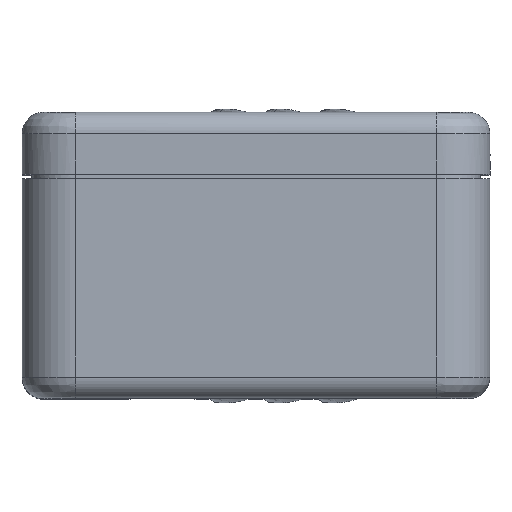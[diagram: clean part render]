
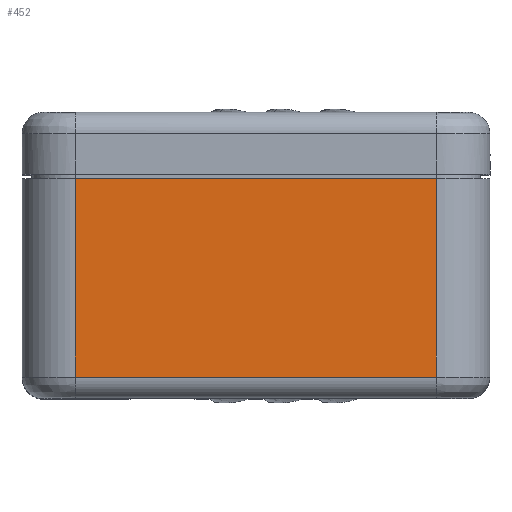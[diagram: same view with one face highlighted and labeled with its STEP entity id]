
A CAD part, top view. The second image highlights one B-rep face of the part: STEP entity #452.
In plain terms, the highlighted face is planar.
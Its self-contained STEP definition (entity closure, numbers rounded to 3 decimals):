
#452=ADVANCED_FACE($,(#1004),#7517,.T.);
#1004=FACE_OUTER_BOUND($,#1585,.T.);
#1585=EDGE_LOOP($,(#3801,#3802,#3803,#3804));
#3801=ORIENTED_EDGE($,*,*,#5764,.F.);
#3802=ORIENTED_EDGE($,*,*,#5059,.F.);
#3803=ORIENTED_EDGE($,*,*,#5765,.F.);
#3804=ORIENTED_EDGE($,*,*,#5763,.F.);
#5059=EDGE_CURVE($,#6377,#6378,#8247,.T.);
#5763=EDGE_CURVE($,#6856,#6857,#8833,.T.);
#5764=EDGE_CURVE($,#6378,#6856,#8834,.T.);
#5765=EDGE_CURVE($,#6857,#6377,#8835,.T.);
#6377=VERTEX_POINT($,#24251);
#6378=VERTEX_POINT($,#24252);
#6856=VERTEX_POINT($,#24730);
#6857=VERTEX_POINT($,#24731);
#7517=PLANE($,#9344);
#8247=B_SPLINE_CURVE_WITH_KNOTS($,1,(#11752,#11753),.UNSPECIFIED.,.F.,.F.,
(2,2),(0.,16.91),.UNSPECIFIED.);
#8833=B_SPLINE_CURVE_WITH_KNOTS($,1,(#14734,#14735),.UNSPECIFIED.,.F.,.F.,
(2,2),(0.,16.91),.UNSPECIFIED.);
#8834=B_SPLINE_CURVE_WITH_KNOTS($,1,(#14736,#14737),.UNSPECIFIED.,.F.,.F.,
(2,2),(0.,9.3),.UNSPECIFIED.);
#8835=B_SPLINE_CURVE_WITH_KNOTS($,1,(#14738,#14739),.UNSPECIFIED.,.F.,.F.,
(2,2),(0.,9.3),.UNSPECIFIED.);
#9344=AXIS2_PLACEMENT_3D($,#21799,#9665,$);
#9665=DIRECTION($,(0.,-1.,0.));
#11752=CARTESIAN_POINT($,(-13.564,12.159,17.925));
#11753=CARTESIAN_POINT($,(3.346,12.159,17.925));
#14734=CARTESIAN_POINT($,(3.346,12.159,8.625));
#14735=CARTESIAN_POINT($,(-13.564,12.159,8.625));
#14736=CARTESIAN_POINT($,(3.346,12.159,17.925));
#14737=CARTESIAN_POINT($,(3.346,12.159,8.625));
#14738=CARTESIAN_POINT($,(-13.564,12.159,8.625));
#14739=CARTESIAN_POINT($,(-13.564,12.159,17.925));
#21799=CARTESIAN_POINT($,(3.346,12.159,8.625));
#24251=CARTESIAN_POINT($,(-13.564,12.159,17.925));
#24252=CARTESIAN_POINT($,(3.346,12.159,17.925));
#24730=CARTESIAN_POINT($,(3.346,12.159,8.625));
#24731=CARTESIAN_POINT($,(-13.564,12.159,8.625));
